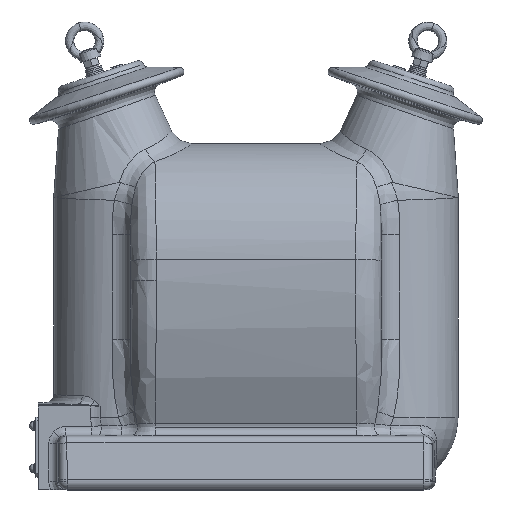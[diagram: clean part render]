
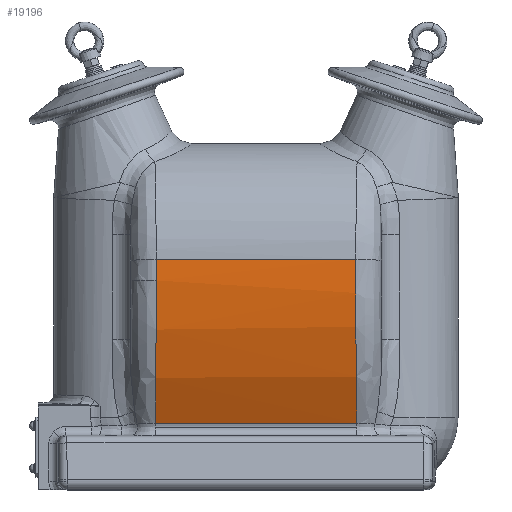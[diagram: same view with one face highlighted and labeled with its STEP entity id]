
A CAD part, top view. The second image highlights one B-rep face of the part: STEP entity #19196.
In plain terms, the highlighted cylindrical face has radius 358 mm (diameter 716 mm), a partial arc.
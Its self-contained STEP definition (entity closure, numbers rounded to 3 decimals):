
#1860 = CARTESIAN_POINT ( 'NONE',  ( 116.973, 31.836, 145.137 ) ) ;
#2479 = AXIS2_PLACEMENT_3D ( 'NONE', #26659, #26634, #26701 ) ;
#5410 = EDGE_CURVE ( 'NONE', #19681, #19747, #29499, .T. ) ;
#5491 = EDGE_CURVE ( 'NONE', #19708, #19681, #10851, .T. ) ;
#7306 = EDGE_LOOP ( 'NONE', ( #22712, #22758, #22690, #22671, #22770 ) ) ;
#9998 = EDGE_CURVE ( 'NONE', #18277, #15333, #28046, .T. ) ;
#10259 = EDGE_CURVE ( 'NONE', #18277, #19708, #10879, .T. ) ;
#10279 = EDGE_CURVE ( 'NONE', #19747, #15333, #10855, .T. ) ;
#10851 =( BOUNDED_CURVE ( )  B_SPLINE_CURVE ( 3, ( #14215, #14203, #14216, #14192 ),
 .UNSPECIFIED., .F., .T. ) 
 B_SPLINE_CURVE_WITH_KNOTS ( ( 4, 4 ),
 ( 0., 0.486 ),
 .UNSPECIFIED. ) 
 CURVE ( )  GEOMETRIC_REPRESENTATION_ITEM ( )  RATIONAL_B_SPLINE_CURVE ( ( 1., 0.98, 0.98, 1. ) ) 
 REPRESENTATION_ITEM ( '' )  );
#10855 =( BOUNDED_CURVE ( )  B_SPLINE_CURVE ( 3, ( #30814, #30815, #30816, #30817 ),
 .UNSPECIFIED., .F., .T. ) 
 B_SPLINE_CURVE_WITH_KNOTS ( ( 4, 4 ),
 ( 2.656, 3.211 ),
 .UNSPECIFIED. ) 
 CURVE ( )  GEOMETRIC_REPRESENTATION_ITEM ( )  RATIONAL_B_SPLINE_CURVE ( ( 1., 0.974, 0.974, 1. ) ) 
 REPRESENTATION_ITEM ( '' )  );
#10879 =( BOUNDED_CURVE ( )  B_SPLINE_CURVE ( 3, ( #23298, #23296, #23281, #23283 ),
 .UNSPECIFIED., .F., .T. ) 
 B_SPLINE_CURVE_WITH_KNOTS ( ( 4, 4 ),
 ( 6.214, 6.283 ),
 .UNSPECIFIED. ) 
 CURVE ( )  GEOMETRIC_REPRESENTATION_ITEM ( )  RATIONAL_B_SPLINE_CURVE ( ( 1., 1., 1., 1. ) ) 
 REPRESENTATION_ITEM ( '' )  );
#12934 = FACE_OUTER_BOUND ( 'NONE', #7306, .T. ) ;
#12960 = CYLINDRICAL_SURFACE ( 'NONE', #2479, 358. ) ;
#13275 = CARTESIAN_POINT ( 'NONE',  ( -116.973, 31.836, 145.137 ) ) ;
#14192 = CARTESIAN_POINT ( 'NONE',  ( -117.945, -160.123, 104.597 ) ) ;
#14203 = CARTESIAN_POINT ( 'NONE',  ( -116.952, -51.537, 146. ) ) ;
#14215 = CARTESIAN_POINT ( 'NONE',  ( -116.952, 7., 146. ) ) ;
#14216 = CARTESIAN_POINT ( 'NONE',  ( -117.29, -108.356, 131.924 ) ) ;
#14688 = DIRECTION ( 'NONE',  ( 1., 0., 0. ) ) ;
#14706 = CARTESIAN_POINT ( 'NONE',  ( -150., -160.123, 104.597 ) ) ;
#15333 = VERTEX_POINT ( 'NONE', #1860 ) ;
#17016 = CARTESIAN_POINT ( 'NONE',  ( -117.945, -160.123, 104.597 ) ) ;
#17053 = CARTESIAN_POINT ( 'NONE',  ( -116.952, 7., 146. ) ) ;
#17079 = CARTESIAN_POINT ( 'NONE',  ( 117.945, -160.123, 104.597 ) ) ;
#18277 = VERTEX_POINT ( 'NONE', #13275 ) ;
#19196 = ADVANCED_FACE ( 'NONE', ( #12934 ), #12960, .T. ) ;
#19681 = VERTEX_POINT ( 'NONE', #17016 ) ;
#19708 = VERTEX_POINT ( 'NONE', #17053 ) ;
#19747 = VERTEX_POINT ( 'NONE', #17079 ) ;
#20009 = CARTESIAN_POINT ( 'NONE',  ( -150., 31.836, 145.137 ) ) ;
#20013 = DIRECTION ( 'NONE',  ( 1., 0., 0. ) ) ;
#22671 = ORIENTED_EDGE ( 'NONE', *, *, #10279, .T. ) ;
#22690 = ORIENTED_EDGE ( 'NONE', *, *, #5410, .T. ) ;
#22712 = ORIENTED_EDGE ( 'NONE', *, *, #10259, .T. ) ;
#22758 = ORIENTED_EDGE ( 'NONE', *, *, #5491, .T. ) ;
#22770 = ORIENTED_EDGE ( 'NONE', *, *, #9998, .F. ) ;
#23281 = CARTESIAN_POINT ( 'NONE',  ( -116.952, 15.287, 146. ) ) ;
#23283 = CARTESIAN_POINT ( 'NONE',  ( -116.952, 7., 146. ) ) ;
#23296 = CARTESIAN_POINT ( 'NONE',  ( -116.959, 23.569, 145.712 ) ) ;
#23298 = CARTESIAN_POINT ( 'NONE',  ( -116.973, 31.836, 145.137 ) ) ;
#26634 = DIRECTION ( 'NONE',  ( 1., 0., 0. ) ) ;
#26659 = CARTESIAN_POINT ( 'NONE',  ( -150., 7., -212. ) ) ;
#26701 = DIRECTION ( 'NONE',  ( 0., 0., -1. ) ) ;
#28015 = VECTOR ( 'NONE', #20013, 1000. ) ;
#28046 = LINE ( 'NONE', #20009, #28015 ) ;
#29481 = VECTOR ( 'NONE', #14688, 1000. ) ;
#29499 = LINE ( 'NONE', #14706, #29481 ) ;
#30814 = CARTESIAN_POINT ( 'NONE',  ( 117.945, -160.123, 104.597 ) ) ;
#30815 = CARTESIAN_POINT ( 'NONE',  ( 117.194, -100.774, 135.926 ) ) ;
#30816 = CARTESIAN_POINT ( 'NONE',  ( 116.861, -35.112, 149.793 ) ) ;
#30817 = CARTESIAN_POINT ( 'NONE',  ( 116.973, 31.836, 145.137 ) ) ;
